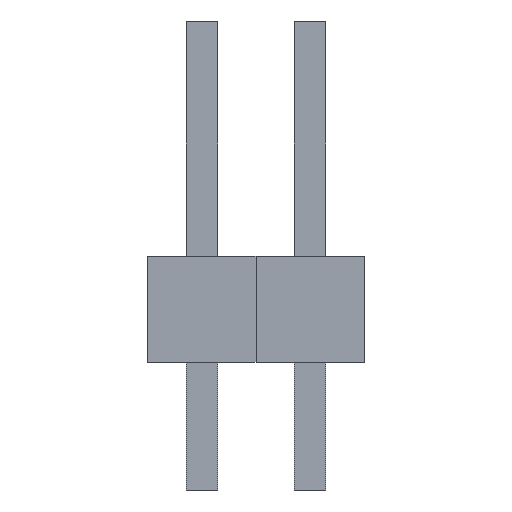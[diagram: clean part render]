
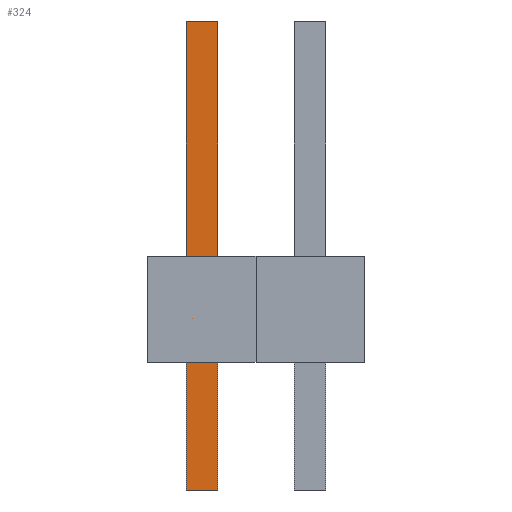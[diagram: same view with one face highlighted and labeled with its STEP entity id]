
A CAD part, front view. The second image highlights one B-rep face of the part: STEP entity #324.
In plain terms, the highlighted planar face has unit normal (0, -1, 0).
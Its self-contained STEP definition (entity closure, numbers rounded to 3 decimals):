
#13=DIRECTION('',(0.,0.,1.));
#14=DIRECTION('',(1.,0.,0.));
#165=VECTOR('',#13,1.);
#172=DIRECTION('',(0.,1.,0.));
#214=VECTOR('',#14,1.);
#278=EDGE_CURVE('',#279,#281,#283,.T.);
#279=VERTEX_POINT('',#280);
#280=CARTESIAN_POINT('',(-0.371,-0.371,-3.));
#281=VERTEX_POINT('',#282);
#282=CARTESIAN_POINT('',(-0.371,-0.371,8.));
#283=LINE('',#280,#165);
#302=ORIENTED_EDGE('',*,*,#303,.F.);
#303=EDGE_CURVE('',#304,#306,#308,.T.);
#304=VERTEX_POINT('',#305);
#305=CARTESIAN_POINT('',(0.371,-0.371,-3.));
#306=VERTEX_POINT('',#307);
#307=CARTESIAN_POINT('',(0.371,-0.371,8.));
#308=LINE('',#305,#165);
#324=ADVANCED_FACE('',(#325),#334,.F.);
#325=FACE_BOUND('',#326,.F.);
#326=EDGE_LOOP('',(#327,#330,#331,#302));
#327=ORIENTED_EDGE('',*,*,#328,.F.);
#328=EDGE_CURVE('',#279,#304,#329,.T.);
#329=LINE('',#280,#214);
#330=ORIENTED_EDGE('',*,*,#278,.T.);
#331=ORIENTED_EDGE('',*,*,#332,.T.);
#332=EDGE_CURVE('',#281,#306,#333,.T.);
#333=LINE('',#282,#214);
#334=PLANE('',#335);
#335=AXIS2_PLACEMENT_3D('',#280,#172,#13);
